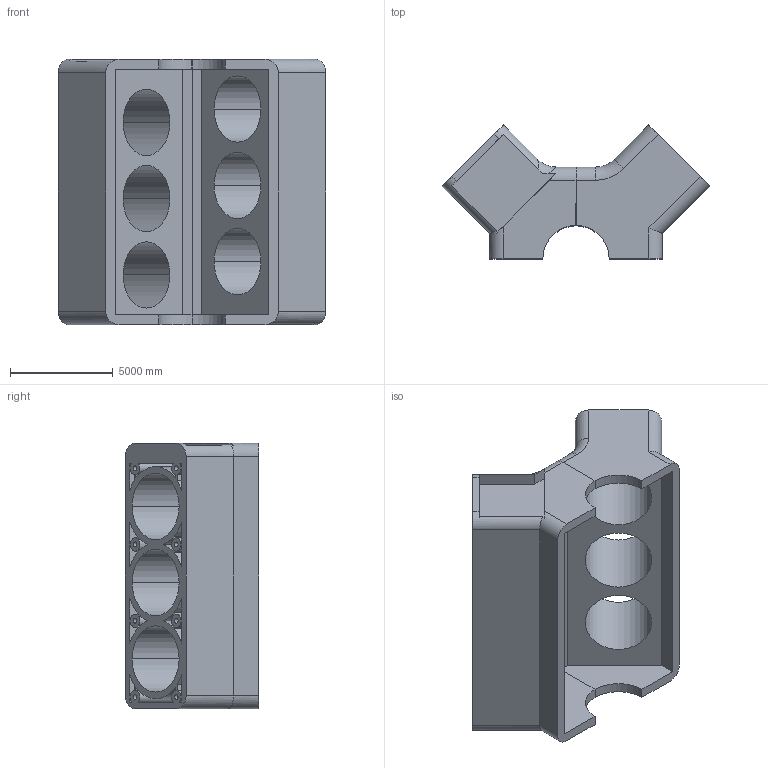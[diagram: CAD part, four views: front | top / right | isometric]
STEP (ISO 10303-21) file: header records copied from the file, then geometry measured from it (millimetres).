
FILE_DESCRIPTION((''),'2;1');
FILE_NAME('ENGINE_BLOCK','2026-01-05T14:44:22',('H576696'),('Honeywell International Inc.'),'CREO PARAMETRIC BY PTC INC, 2023134','CREO PARAMETRIC BY PTC INC, 2023134','');
FILE_SCHEMA(('AUTOMOTIVE_DESIGN { 1 0 10303 214 1 1 1 1 }'));
Length unit declared in the file: inch
Products named in the file (1): ENGINE_BLOCK
Bounding box: 13001.58 x 6500.88 x 12903.2 mm (x, y, z)
Volume: 232813026690.7 mm3; surface area: 1163735034 mm2
Topology: 2 solids, 2 shells, 392 faces, 970 edges, 642 vertices
Faces by surface type: plane 228, cylinder 160, torus 2, bspline 2
Entity records: 17691 total; most frequent: CARTESIAN_POINT 2231, DIRECTION 2046, ORIENTED_EDGE 1940, PRESENTATION_STYLE_ASSIGNMENT 1364, STYLED_ITEM 1364, CURVE_STYLE 970, EDGE_CURVE 970, AXIS2_PLACEMENT_3D 703
